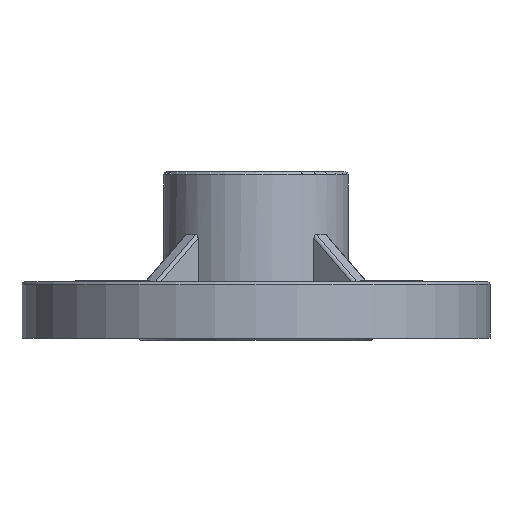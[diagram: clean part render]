
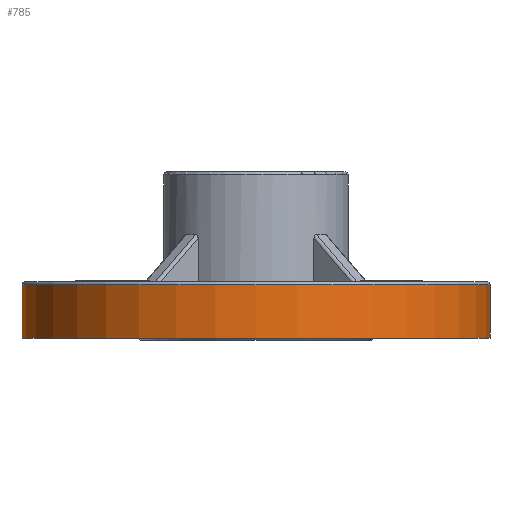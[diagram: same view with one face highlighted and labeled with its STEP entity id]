
A CAD part, front view. The second image highlights one B-rep face of the part: STEP entity #785.
In plain terms, the highlighted cylindrical face has radius 74.9 mm (diameter 149.8 mm), a full revolution.
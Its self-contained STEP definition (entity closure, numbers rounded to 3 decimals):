
#206=CYLINDRICAL_SURFACE('',#9838,74.9);
#785=ADVANCED_FACE('',(#2313,#2314),#206,.T.);
#2313=FACE_BOUND('',#2500,.T.);
#2314=FACE_BOUND('',#2501,.T.);
#2500=EDGE_LOOP('',(#3775));
#2501=EDGE_LOOP('',(#3776));
#3085=CIRCLE('',#9836,74.9);
#3086=CIRCLE('',#9837,74.9);
#3775=ORIENTED_EDGE('',*,*,#7334,.T.);
#3776=ORIENTED_EDGE('',*,*,#7335,.T.);
#6355=VERTEX_POINT('',#14535);
#6356=VERTEX_POINT('',#14537);
#7334=EDGE_CURVE('',#6355,#6355,#3085,.T.);
#7335=EDGE_CURVE('',#6356,#6356,#3086,.T.);
#9836=AXIS2_PLACEMENT_3D('',#14534,#10686,#10687);
#9837=AXIS2_PLACEMENT_3D('',#14536,#10688,#10689);
#9838=AXIS2_PLACEMENT_3D('',#14538,#10690,#10691);
#10686=DIRECTION('',(0.,0.,-1.));
#10687=DIRECTION('',(1.,0.,0.));
#10688=DIRECTION('',(0.,0.,1.));
#10689=DIRECTION('',(1.,0.,0.));
#10690=DIRECTION('',(0.,0.,1.));
#10691=DIRECTION('',(-1.,0.,0.));
#14534=CARTESIAN_POINT('',(345.,-390.,17.));
#14535=CARTESIAN_POINT('',(419.9,-390.,17.));
#14536=CARTESIAN_POINT('',(345.,-390.,0.));
#14537=CARTESIAN_POINT('',(419.9,-390.,0.));
#14538=CARTESIAN_POINT('',(345.,-390.,0.));
